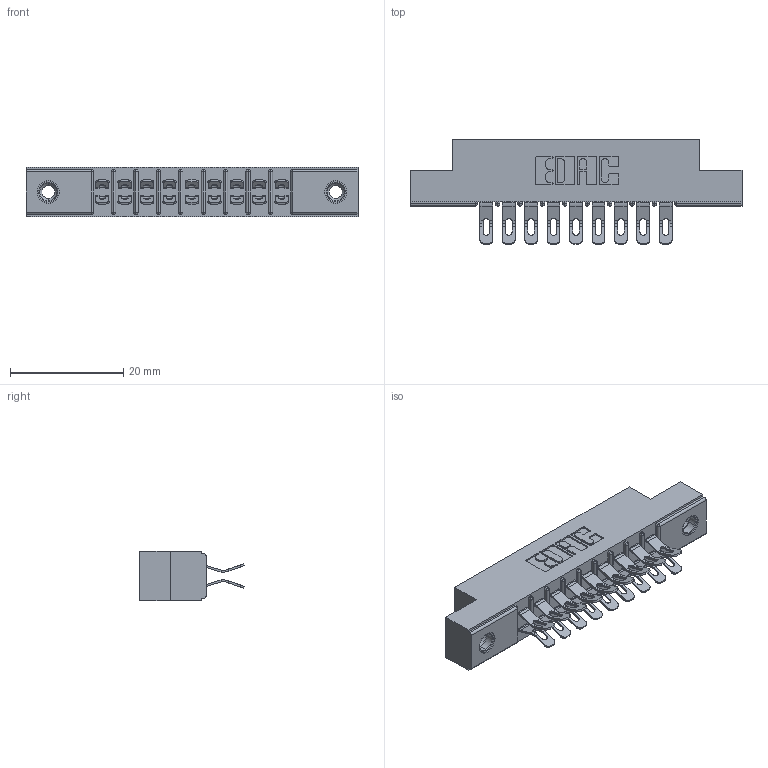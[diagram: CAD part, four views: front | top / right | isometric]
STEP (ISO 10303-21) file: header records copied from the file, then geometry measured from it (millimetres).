
FILE_DESCRIPTION (( 'STEP AP203' ), '1' );
FILE_NAME ('315-018-555-208.STEP', '2019-09-10T14:03:50', ( '' ), ( '' ), 'SwSTEP 2.0', 'SolidWorks 2016', '' );
FILE_SCHEMA (( 'CONFIG_CONTROL_DESIGN' ));
Length unit declared in the file: inch
Products named in the file (4): 305-290-001_555; 315-018-555-208; 345-250-001_345-250-003-102; 305 Part_.156 Dia
Assembly tree (21 placements, depth 2):
  315-018-555-208
    305 Part_.156 Dia
    305-290-001_555  x18
    345-250-001_345-250-003-102  x2
Bounding box: 58.67 x 18.41 x 8.71 mm (x, y, z)
Volume: 3750.3 mm3; surface area: 6634.4 mm2
Topology: 21 solids, 21 shells, 1364 faces, 4007 edges, 2614 vertices
Faces by surface type: plane 676, cylinder 636, sphere 36, cone 12, torus 4
Entity records: 15571 total; most frequent: CARTESIAN_POINT 2578, ORIENTED_EDGE 2538, DIRECTION 2525, EDGE_CURVE 1269, LINE 967, VECTOR 967, VERTEX_POINT 816, AXIS2_PLACEMENT_3D 779
